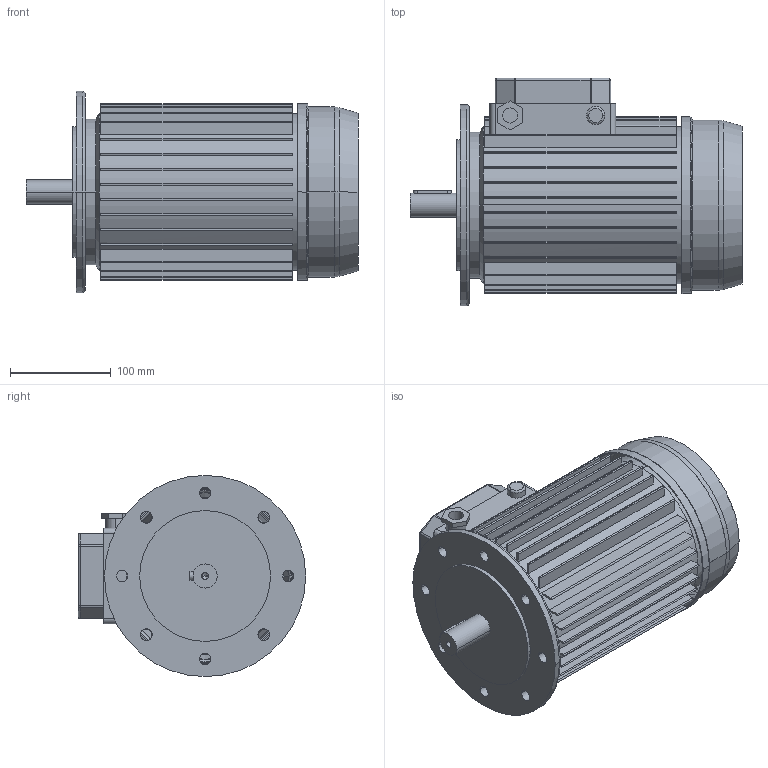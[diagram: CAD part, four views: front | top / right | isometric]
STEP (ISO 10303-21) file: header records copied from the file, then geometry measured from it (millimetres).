
FILE_DESCRIPTION (( 'STEP AP214' ), '1' );
FILE_NAME ('Motor 90-L con brida B5.STEP', '2009-04-29T07:53:13', ( 'Enginy' ), ( 'Usuario' ), 'SwSTEP 2.0', 'SolidWorks 2009', '' );
FILE_SCHEMA (( 'AUTOMOTIVE_DESIGN' ));
Length unit declared in the file: millimetre
Products named in the file (4): Cuerpo 90-L (para brida B-5 , B-14); Brida B-5 para motores 90-S y 90-L; Tapa 90-S y 90-L (para bridas B-5, B-5R y B-14); Motor 90-L con brida B5
Assembly tree (3 placements, depth 2):
  Motor 90-L con brida B5
    Cuerpo 90-L (para brida B-5 , B-14)
    Brida B-5 para motores 90-S y 90-L
    Tapa 90-S y 90-L (para bridas B-5, B-5R y B-14)
Bounding box: 330 x 226 x 200 mm (x, y, z)
Volume: 5664775.5 mm3; surface area: 467488.1 mm2
Topology: 3 solids, 3 shells, 486 faces, 1283 edges, 831 vertices
Faces by surface type: plane 338, cylinder 108, cone 16, torus 16, sphere 8
Entity records: 15344 total; most frequent: CARTESIAN_POINT 2728, DIRECTION 2585, ORIENTED_EDGE 2546, EDGE_CURVE 1273, VECTOR 929, LINE 929, VERTEX_POINT 831, AXIS2_PLACEMENT_3D 828
